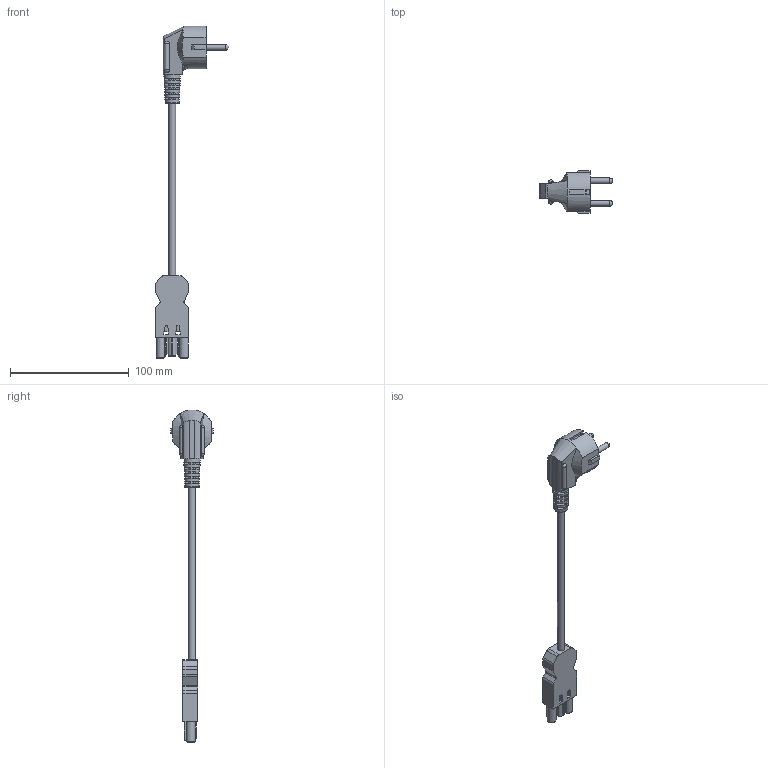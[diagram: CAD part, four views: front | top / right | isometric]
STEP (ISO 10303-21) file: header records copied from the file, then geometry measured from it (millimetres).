
FILE_DESCRIPTION(/* description */ ('STEP AP214'),/* implementation_level */ '2;1');
FILE_NAME(/* name */ '6SAME4J316B.2000',/* time_stamp */ '2022-12-09T10:36:46+01:00',/* author */ ('License CC BY-ND 4.0'),/* organization */ ('CADENAS'),/* preprocessor_version */ 'ST-DEVELOPER v18.102',/* originating_system */ 'PARTsolutions',/* authorisation */ ' ');
FILE_SCHEMA (('AUTOMOTIVE_DESIGN {1 0 10303 214 3 1 1}'));
Length unit declared in the file: millimetre
Products named in the file (1): 6SAME4J316B.2000
Bounding box: 61.76 x 35.98 x 279.47 mm (x, y, z)
Volume: 55148.8 mm3; surface area: 18226.4 mm2
Topology: 1 solids, 1 shells, 325 faces, 884 edges, 579 vertices
Faces by surface type: plane 224, cylinder 78, cone 15, sphere 6, torus 2
Full cylindrical faces by diameter (mm): 2.8 x3, 4.8 x2, 5 x1, 5.8 x1, 7 x2
Entity records: 12348 total; most frequent: CARTESIAN_POINT 1879, ORIENTED_EDGE 1704, DIRECTION 1658, EDGE_CURVE 852, LINE 626, VECTOR 626, VERTEX_POINT 569, AXIS2_PLACEMENT_3D 516
